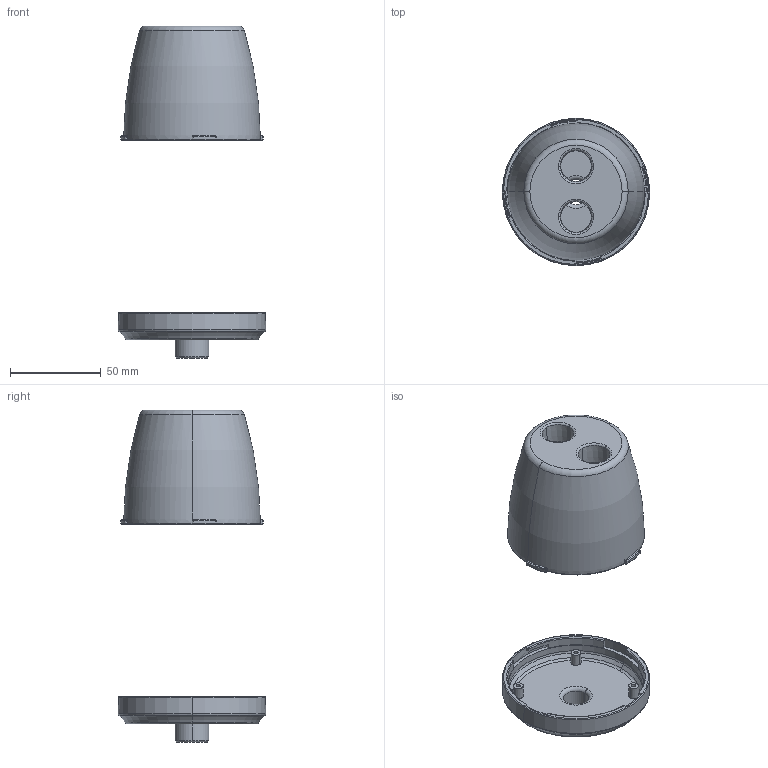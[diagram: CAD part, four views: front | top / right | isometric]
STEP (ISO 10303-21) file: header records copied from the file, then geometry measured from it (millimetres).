
FILE_DESCRIPTION (( 'STEP AP203' ), '1' );
FILE_NAME ('Part001.STEP', '2016-12-15T02:56:55', ( 'sky121023' ), ( '' ), 'SwSTEP 2.0', 'SolidWorks 2012', '' );
FILE_SCHEMA (( 'CONFIG_CONTROL_DESIGN' ));
Length unit declared in the file: millimetre
Products named in the file (1): Part001
Bounding box: 81.26 x 81.26 x 183 mm (x, y, z)
Volume: 57749.5 mm3; surface area: 50618.9 mm2
Topology: 2 solids, 2 shells, 236 faces, 584 edges, 362 vertices
Faces by surface type: cylinder 59, plane 58, torus 52, cone 42, bspline 25
Entity records: 8200 total; most frequent: CARTESIAN_POINT 2793, ORIENTED_EDGE 1168, DIRECTION 1072, EDGE_CURVE 584, AXIS2_PLACEMENT_3D 454, VERTEX_POINT 362, EDGE_LOOP 252, CIRCLE 242
